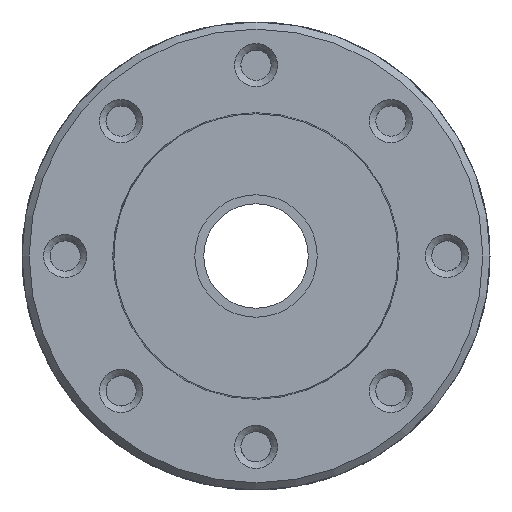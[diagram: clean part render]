
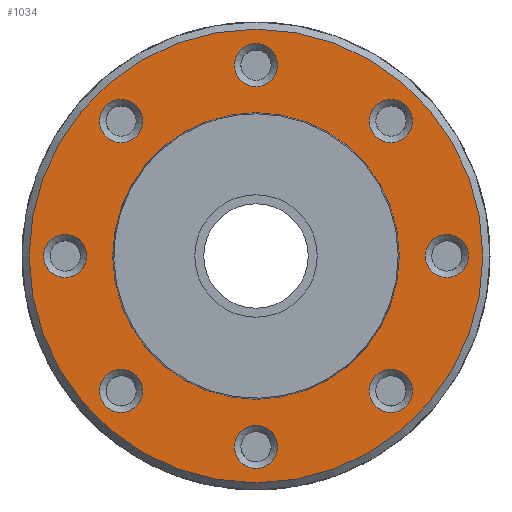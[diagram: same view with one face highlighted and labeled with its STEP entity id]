
A CAD part, left-side view. The second image highlights one B-rep face of the part: STEP entity #1034.
In plain terms, the highlighted planar face has unit normal (-1, 0, 0).
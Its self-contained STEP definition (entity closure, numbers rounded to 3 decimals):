
#1034 = ADVANCED_FACE( '', ( #2567, #2568, #2569, #2570, #2571, #2572, #2573, #2574, #2575, #2576 ), #2577, .T. );
#2567 = FACE_BOUND( '', #4710, .T. );
#2568 = FACE_OUTER_BOUND( '', #4711, .T. );
#2569 = FACE_BOUND( '', #4712, .T. );
#2570 = FACE_BOUND( '', #4713, .T. );
#2571 = FACE_BOUND( '', #4714, .T. );
#2572 = FACE_BOUND( '', #4715, .T. );
#2573 = FACE_BOUND( '', #4716, .T. );
#2574 = FACE_BOUND( '', #4717, .T. );
#2575 = FACE_BOUND( '', #4718, .T. );
#2576 = FACE_BOUND( '', #4719, .T. );
#2577 = PLANE( '', #4720 );
#4710 = EDGE_LOOP( '', ( #7800 ) );
#4711 = EDGE_LOOP( '', ( #7801 ) );
#4712 = EDGE_LOOP( '', ( #7802 ) );
#4713 = EDGE_LOOP( '', ( #7803 ) );
#4714 = EDGE_LOOP( '', ( #7804 ) );
#4715 = EDGE_LOOP( '', ( #7805 ) );
#4716 = EDGE_LOOP( '', ( #7806 ) );
#4717 = EDGE_LOOP( '', ( #7807 ) );
#4718 = EDGE_LOOP( '', ( #7808 ) );
#4719 = EDGE_LOOP( '', ( #7809 ) );
#4720 = AXIS2_PLACEMENT_3D( '', #7810, #7811, #7812 );
#7800 = ORIENTED_EDGE( '', *, *, #11699, .T. );
#7801 = ORIENTED_EDGE( '', *, *, #11752, .T. );
#7802 = ORIENTED_EDGE( '', *, *, #11753, .T. );
#7803 = ORIENTED_EDGE( '', *, *, #11322, .T. );
#7804 = ORIENTED_EDGE( '', *, *, #11754, .T. );
#7805 = ORIENTED_EDGE( '', *, *, #11247, .T. );
#7806 = ORIENTED_EDGE( '', *, *, #11736, .T. );
#7807 = ORIENTED_EDGE( '', *, *, #11755, .T. );
#7808 = ORIENTED_EDGE( '', *, *, #10839, .T. );
#7809 = ORIENTED_EDGE( '', *, *, #11756, .T. );
#7810 = CARTESIAN_POINT( '', ( -36., 0., 19.85 ) );
#7811 = DIRECTION( '', ( -1., 0., 0. ) );
#7812 = DIRECTION( '', ( 0., 0., 1. ) );
#10839 = EDGE_CURVE( '', #12622, #12622, #12623, .T. );
#11247 = EDGE_CURVE( '', #13331, #13331, #13332, .T. );
#11322 = EDGE_CURVE( '', #13448, #13448, #13449, .T. );
#11699 = EDGE_CURVE( '', #14033, #14033, #14034, .F. );
#11736 = EDGE_CURVE( '', #14090, #14090, #14091, .T. );
#11752 = EDGE_CURVE( '', #14117, #14117, #14118, .T. );
#11753 = EDGE_CURVE( '', #14119, #14119, #14120, .T. );
#11754 = EDGE_CURVE( '', #14121, #14121, #14122, .T. );
#11755 = EDGE_CURVE( '', #14123, #14123, #14124, .T. );
#11756 = EDGE_CURVE( '', #14125, #14125, #14126, .T. );
#12622 = VERTEX_POINT( '', #15216 );
#12623 = CIRCLE( '', #15217, 3. );
#13331 = VERTEX_POINT( '', #16183 );
#13332 = CIRCLE( '', #16184, 3. );
#13448 = VERTEX_POINT( '', #16345 );
#13449 = CIRCLE( '', #16346, 3. );
#14033 = VERTEX_POINT( '', #17137 );
#14034 = CIRCLE( '', #17138, 19.9 );
#14090 = VERTEX_POINT( '', #17217 );
#14091 = CIRCLE( '', #17218, 3. );
#14117 = VERTEX_POINT( '', #17253 );
#14118 = CIRCLE( '', #17254, 31.5 );
#14119 = VERTEX_POINT( '', #17255 );
#14120 = CIRCLE( '', #17256, 3. );
#14121 = VERTEX_POINT( '', #17257 );
#14122 = CIRCLE( '', #17258, 3. );
#14123 = VERTEX_POINT( '', #17259 );
#14124 = CIRCLE( '', #17260, 3. );
#14125 = VERTEX_POINT( '', #17261 );
#14126 = CIRCLE( '', #17262, 3. );
#15216 = CARTESIAN_POINT( '', ( -36., 18.738, 15.738 ) );
#15217 = AXIS2_PLACEMENT_3D( '', #18662, #18663, #18664 );
#16183 = CARTESIAN_POINT( '', ( -36., -3., -26.5 ) );
#16184 = AXIS2_PLACEMENT_3D( '', #19292, #19293, #19294 );
#16345 = CARTESIAN_POINT( '', ( -36., -29.5, 0. ) );
#16346 = AXIS2_PLACEMENT_3D( '', #19376, #19377, #19378 );
#17137 = CARTESIAN_POINT( '', ( -36., 0., 19.9 ) );
#17138 = AXIS2_PLACEMENT_3D( '', #19871, #19872, #19873 );
#17217 = CARTESIAN_POINT( '', ( -36., 15.738, -18.738 ) );
#17218 = AXIS2_PLACEMENT_3D( '', #19918, #19919, #19920 );
#17253 = CARTESIAN_POINT( '', ( -36., 0., 31.5 ) );
#17254 = AXIS2_PLACEMENT_3D( '', #19936, #19937, #19938 );
#17255 = CARTESIAN_POINT( '', ( -36., -18.738, 15.738 ) );
#17256 = AXIS2_PLACEMENT_3D( '', #19939, #19940, #19941 );
#17257 = CARTESIAN_POINT( '', ( -36., -21.738, -18.738 ) );
#17258 = AXIS2_PLACEMENT_3D( '', #19942, #19943, #19944 );
#17259 = CARTESIAN_POINT( '', ( -36., 26.5, -3. ) );
#17260 = AXIS2_PLACEMENT_3D( '', #19945, #19946, #19947 );
#17261 = CARTESIAN_POINT( '', ( -36., 0., 23.5 ) );
#17262 = AXIS2_PLACEMENT_3D( '', #19948, #19949, #19950 );
#18662 = CARTESIAN_POINT( '', ( -36., 18.738, 18.738 ) );
#18663 = DIRECTION( '', ( 1., 0., 0. ) );
#18664 = DIRECTION( '', ( 0., 0., -1. ) );
#19292 = CARTESIAN_POINT( '', ( -36., 0., -26.5 ) );
#19293 = DIRECTION( '', ( 1., 0., 0. ) );
#19294 = DIRECTION( '', ( 0., -1., 0. ) );
#19376 = CARTESIAN_POINT( '', ( -36., -26.5, 0. ) );
#19377 = DIRECTION( '', ( 1., 0., 0. ) );
#19378 = DIRECTION( '', ( 0., -1., 0. ) );
#19871 = CARTESIAN_POINT( '', ( -36., 0., 0. ) );
#19872 = DIRECTION( '', ( -1., 0., 0. ) );
#19873 = DIRECTION( '', ( 0., 0., 1. ) );
#19918 = CARTESIAN_POINT( '', ( -36., 18.738, -18.738 ) );
#19919 = DIRECTION( '', ( 1., 0., 0. ) );
#19920 = DIRECTION( '', ( 0., -1., 0. ) );
#19936 = CARTESIAN_POINT( '', ( -36., 0., 0. ) );
#19937 = DIRECTION( '', ( -1., 0., 0. ) );
#19938 = DIRECTION( '', ( 0., 0., 1. ) );
#19939 = CARTESIAN_POINT( '', ( -36., -18.738, 18.738 ) );
#19940 = DIRECTION( '', ( 1., 0., 0. ) );
#19941 = DIRECTION( '', ( 0., 0., -1. ) );
#19942 = CARTESIAN_POINT( '', ( -36., -18.738, -18.738 ) );
#19943 = DIRECTION( '', ( 1., 0., 0. ) );
#19944 = DIRECTION( '', ( 0., -1., 0. ) );
#19945 = CARTESIAN_POINT( '', ( -36., 26.5, 0. ) );
#19946 = DIRECTION( '', ( 1., 0., 0. ) );
#19947 = DIRECTION( '', ( 0., 0., -1. ) );
#19948 = CARTESIAN_POINT( '', ( -36., 0., 26.5 ) );
#19949 = DIRECTION( '', ( 1., 0., 0. ) );
#19950 = DIRECTION( '', ( 0., 0., -1. ) );
